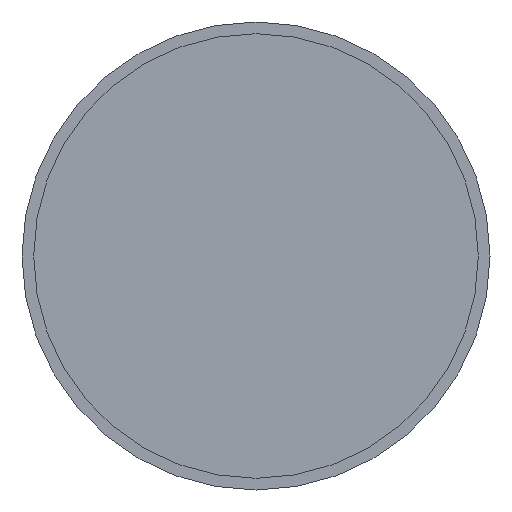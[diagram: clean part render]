
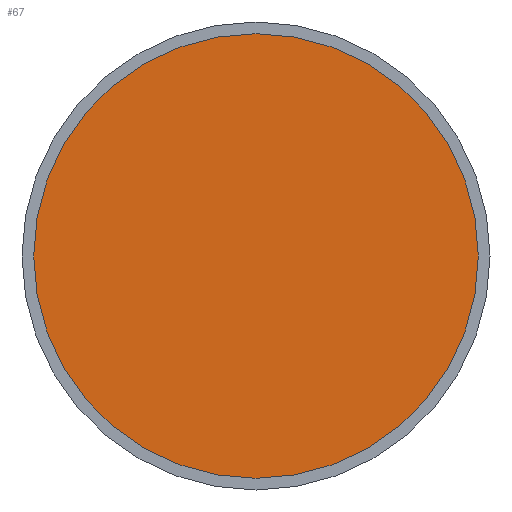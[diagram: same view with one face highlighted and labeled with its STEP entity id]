
A CAD part, front view. The second image highlights one B-rep face of the part: STEP entity #67.
In plain terms, the highlighted planar face has unit normal (0, -1, 0).
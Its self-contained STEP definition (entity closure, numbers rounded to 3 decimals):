
#67 = ADVANCED_FACE( '', ( #150 ), #151, .F. );
#150 = FACE_OUTER_BOUND( '', #282, .T. );
#151 = PLANE( '', #283 );
#282 = EDGE_LOOP( '', ( #401 ) );
#283 = AXIS2_PLACEMENT_3D( '', #402, #403, #404 );
#401 = ORIENTED_EDGE( '', *, *, #541, .T. );
#402 = CARTESIAN_POINT( '', ( 38., 3., 0. ) );
#403 = DIRECTION( '', ( 0., 1., 0. ) );
#404 = DIRECTION( '', ( 0., 0., 1. ) );
#541 = EDGE_CURVE( '', #623, #623, #624, .T. );
#623 = VERTEX_POINT( '', #714 );
#624 = CIRCLE( '', #715, 38. );
#714 = CARTESIAN_POINT( '', ( 0., 3., -38. ) );
#715 = AXIS2_PLACEMENT_3D( '', #809, #810, #811 );
#809 = CARTESIAN_POINT( '', ( 0., 3., 0. ) );
#810 = DIRECTION( '', ( 0., -1., 0. ) );
#811 = DIRECTION( '', ( 0., 0., -1. ) );
